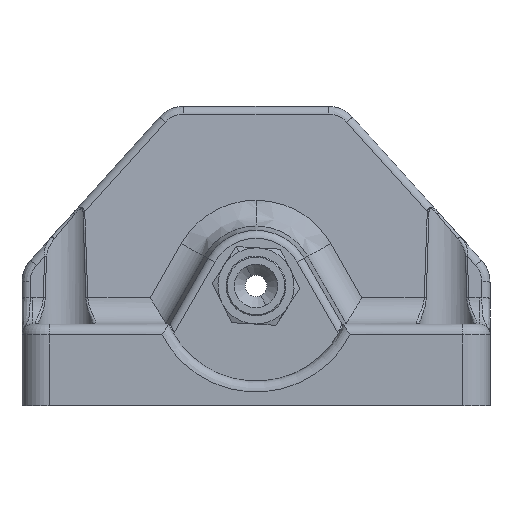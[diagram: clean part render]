
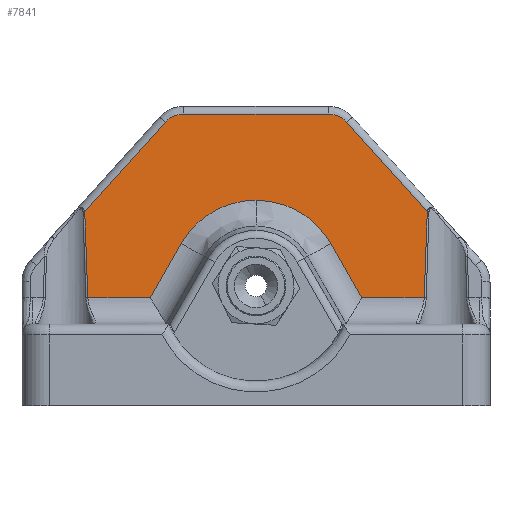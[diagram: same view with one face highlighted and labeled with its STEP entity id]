
A CAD part, front view. The second image highlights one B-rep face of the part: STEP entity #7841.
In plain terms, the highlighted planar face has unit normal (0, -0.999, 0.035).
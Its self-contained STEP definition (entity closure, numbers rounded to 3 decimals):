
#367 = VECTOR ( 'NONE', #7291, 1000. ) ;
#393 = LINE ( 'NONE', #16697, #12853 ) ;
#417 = DIRECTION ( 'NONE',  ( 0.495, 0.03, 0.868 ) ) ;
#472 = VERTEX_POINT ( 'NONE', #8527 ) ;
#546 = CARTESIAN_POINT ( 'NONE',  ( -98.289, -45.416, 24.627 ) ) ;
#554 = VECTOR ( 'NONE', #14661, 1000. ) ;
#591 = CARTESIAN_POINT ( 'NONE',  ( -68.312, -45.364, 26.116 ) ) ;
#829 = CARTESIAN_POINT ( 'NONE',  ( -113.1, -45.99, 8.178 ) ) ;
#838 = DIRECTION ( 'NONE',  ( -0.669, -0.026, -0.743 ) ) ;
#1190 = DIRECTION ( 'NONE',  ( 1., 0., 0. ) ) ;
#1532 = CARTESIAN_POINT ( 'NONE',  ( -87.453, -45.915, 10.313 ) ) ;
#1538 = FACE_OUTER_BOUND ( 'NONE', #10433, .T. ) ;
#1691 = VECTOR ( 'NONE', #13915, 1000. ) ;
#1786 = CARTESIAN_POINT ( 'NONE',  ( -68.312, -45.364, 26.116 ) ) ;
#2653 = CARTESIAN_POINT ( 'NONE',  ( -94.945, -45.364, 26.116 ) ) ;
#2976 = CARTESIAN_POINT ( 'NONE',  ( -64.942, -45.417, 24.599 ) ) ;
#3022 = CARTESIAN_POINT ( 'NONE',  ( -50.55, -46.344, -1.959 ) ) ;
#3267 = ORIENTED_EDGE ( 'NONE', *, *, #7654, .T. ) ;
#3445 =( BOUNDED_CURVE ( )  B_SPLINE_CURVE ( 3, ( #7765, #10909, #1532, #12483 ),
 .UNSPECIFIED., .F., .T. ) 
 B_SPLINE_CURVE_WITH_KNOTS ( ( 4, 4 ),
 ( 5.231, 6.283 ),
 .UNSPECIFIED. ) 
 CURVE ( )  GEOMETRIC_REPRESENTATION_ITEM ( )  RATIONAL_B_SPLINE_CURVE ( ( 1., 0.91, 0.91, 1. ) ) 
 REPRESENTATION_ITEM ( '' )  );
#3751 = CARTESIAN_POINT ( 'NONE',  ( -94.945, -45.364, 26.116 ) ) ;
#3923 = CARTESIAN_POINT ( 'NONE',  ( -124.628, -46.71, -12.436 ) ) ;
#4511 = CARTESIAN_POINT ( 'NONE',  ( -112.897, -46.16, 3.313 ) ) ;
#4921 = CARTESIAN_POINT ( 'NONE',  ( -75.803, -45.915, 10.313 ) ) ;
#5122 = ORIENTED_EDGE ( 'NONE', *, *, #17627, .T. ) ;
#5243 = VERTEX_POINT ( 'NONE', #11909 ) ;
#5784 = DIRECTION ( 'NONE',  ( 0.495, -0.03, -0.868 ) ) ;
#6099 = VECTOR ( 'NONE', #417, 1000. ) ;
#6480 = CARTESIAN_POINT ( 'NONE',  ( -67.881, -46.194, 2.326 ) ) ;
#6895 = CARTESIAN_POINT ( 'NONE',  ( -67.881, -46.194, 2.326 ) ) ;
#6925 = VERTEX_POINT ( 'NONE', #14998 ) ;
#6962 = EDGE_CURVE ( 'NONE', #6925, #9463, #16449, .T. ) ;
#6989 = VERTEX_POINT ( 'NONE', #2653 ) ;
#7291 = DIRECTION ( 'NONE',  ( 1., 0., 0. ) ) ;
#7641 = CARTESIAN_POINT ( 'NONE',  ( -112.707, -46.344, -1.959 ) ) ;
#7654 = EDGE_CURVE ( 'NONE', #8424, #13590, #16314, .T. ) ;
#7672 = VECTOR ( 'NONE', #1190, 1000. ) ;
#7733 = CARTESIAN_POINT ( 'NONE',  ( -50.359, -46.16, 3.313 ) ) ;
#7765 = CARTESIAN_POINT ( 'NONE',  ( -95.375, -46.194, 2.326 ) ) ;
#7841 = ADVANCED_FACE ( 'NONE', ( #1538 ), #18100, .T. ) ;
#8016 = ORIENTED_EDGE ( 'NONE', *, *, #6962, .T. ) ;
#8017 = CARTESIAN_POINT ( 'NONE',  ( -64.968, -45.416, 24.627 ) ) ;
#8194 = VERTEX_POINT ( 'NONE', #829 ) ;
#8424 = VERTEX_POINT ( 'NONE', #18723 ) ;
#8527 = CARTESIAN_POINT ( 'NONE',  ( -95.375, -46.194, 2.326 ) ) ;
#8606 = EDGE_CURVE ( 'NONE', #14506, #6989, #9340, .T. ) ;
#8770 = DIRECTION ( 'NONE',  ( 0., -0.999, 0.035 ) ) ;
#9340 = LINE ( 'NONE', #3751, #554 ) ;
#9463 = VERTEX_POINT ( 'NONE', #17838 ) ;
#9553 = CARTESIAN_POINT ( 'NONE',  ( -81.628, -45.915, 10.313 ) ) ;
#9599 = EDGE_CURVE ( 'NONE', #9797, #5243, #11801, .T. ) ;
#9620 = CARTESIAN_POINT ( 'NONE',  ( -95.313, -46.191, 2.437 ) ) ;
#9673 = VERTEX_POINT ( 'NONE', #18674 ) ;
#9678 = EDGE_CURVE ( 'NONE', #472, #8424, #3445, .T. ) ;
#9728 = ORIENTED_EDGE ( 'NONE', *, *, #9678, .T. ) ;
#9797 = VERTEX_POINT ( 'NONE', #13227 ) ;
#9893 = CARTESIAN_POINT ( 'NONE',  ( -97.423, -45.382, 25.59 ) ) ;
#10241 = LINE ( 'NONE', #9620, #6099 ) ;
#10267 = ORIENTED_EDGE ( 'NONE', *, *, #16906, .T. ) ;
#10433 = EDGE_LOOP ( 'NONE', ( #12096, #11133, #8016, #11788, #9728, #3267, #10267, #10456, #19235, #11792, #5122, #12260, #13405 ) ) ;
#10456 = ORIENTED_EDGE ( 'NONE', *, *, #9599, .T. ) ;
#10457 = EDGE_CURVE ( 'NONE', #8194, #6925, #15685, .T. ) ;
#10909 = CARTESIAN_POINT ( 'NONE',  ( -92.49, -46.018, 7.387 ) ) ;
#11133 = ORIENTED_EDGE ( 'NONE', *, *, #10457, .T. ) ;
#11163 = CARTESIAN_POINT ( 'NONE',  ( -67.017, -45.364, 26.116 ) ) ;
#11330 = EDGE_CURVE ( 'NONE', #6989, #13931, #11785, .T. ) ;
#11785 =( BOUNDED_CURVE ( )  B_SPLINE_CURVE ( 3, ( #17659, #19226, #9893, #546 ),
 .UNSPECIFIED., .F., .F. ) 
 B_SPLINE_CURVE_WITH_KNOTS ( ( 4, 4 ),
 ( 3.142, 3.979 ),
 .UNSPECIFIED. ) 
 CURVE ( )  GEOMETRIC_REPRESENTATION_ITEM ( )  RATIONAL_B_SPLINE_CURVE ( ( 1., 0.942, 0.942, 1. ) ) 
 REPRESENTATION_ITEM ( '' )  );
#11788 = ORIENTED_EDGE ( 'NONE', *, *, #12991, .T. ) ;
#11792 = ORIENTED_EDGE ( 'NONE', *, *, #13323, .T. ) ;
#11801 = LINE ( 'NONE', #12122, #7672 ) ;
#11909 = CARTESIAN_POINT ( 'NONE',  ( -50.726, -46.541, -7.611 ) ) ;
#12096 = ORIENTED_EDGE ( 'NONE', *, *, #17419, .T. ) ;
#12122 = CARTESIAN_POINT ( 'NONE',  ( -124.628, -46.541, -7.611 ) ) ;
#12224 =( BOUNDED_CURVE ( )  B_SPLINE_CURVE ( 3, ( #8017, #17385, #11163, #1786 ),
 .UNSPECIFIED., .F., .F. ) 
 B_SPLINE_CURVE_WITH_KNOTS ( ( 4, 4 ),
 ( 5.445, 6.283 ),
 .UNSPECIFIED. ) 
 CURVE ( )  GEOMETRIC_REPRESENTATION_ITEM ( )  RATIONAL_B_SPLINE_CURVE ( ( 1., 0.942, 0.942, 1. ) ) 
 REPRESENTATION_ITEM ( '' )  );
#12260 = ORIENTED_EDGE ( 'NONE', *, *, #8606, .T. ) ;
#12315 = CARTESIAN_POINT ( 'NONE',  ( -50.726, -46.541, -7.611 ) ) ;
#12483 = CARTESIAN_POINT ( 'NONE',  ( -81.628, -45.915, 10.313 ) ) ;
#12833 = VECTOR ( 'NONE', #838, 1000. ) ;
#12853 = VECTOR ( 'NONE', #5784, 1000. ) ;
#12991 = EDGE_CURVE ( 'NONE', #9463, #472, #10241, .T. ) ;
#13027 = CARTESIAN_POINT ( 'NONE',  ( -50.156, -45.99, 8.178 ) ) ;
#13227 = CARTESIAN_POINT ( 'NONE',  ( -62.215, -46.541, -7.611 ) ) ;
#13308 = LINE ( 'NONE', #19533, #12833 ) ;
#13323 = EDGE_CURVE ( 'NONE', #14497, #9673, #13669, .T. ) ;
#13405 = ORIENTED_EDGE ( 'NONE', *, *, #11330, .T. ) ;
#13590 = VERTEX_POINT ( 'NONE', #6895 ) ;
#13669 = LINE ( 'NONE', #2976, #1691 ) ;
#13876 = EDGE_CURVE ( 'NONE', #5243, #14497, #14867, .T. ) ;
#13915 = DIRECTION ( 'NONE',  ( -0.669, 0.026, 0.743 ) ) ;
#13931 = VERTEX_POINT ( 'NONE', #18923 ) ;
#14497 = VERTEX_POINT ( 'NONE', #13027 ) ;
#14506 = VERTEX_POINT ( 'NONE', #591 ) ;
#14661 = DIRECTION ( 'NONE',  ( -1., 0., 0. ) ) ;
#14867 =( BOUNDED_CURVE ( )  B_SPLINE_CURVE ( 3, ( #12315, #3022, #7733, #18645 ),
 .UNSPECIFIED., .F., .F. ) 
 B_SPLINE_CURVE_WITH_KNOTS ( ( 4, 4 ),
 ( 5.442, 5.587 ),
 .UNSPECIFIED. ) 
 CURVE ( )  GEOMETRIC_REPRESENTATION_ITEM ( )  RATIONAL_B_SPLINE_CURVE ( ( 1., 0.998, 0.998, 1. ) ) 
 REPRESENTATION_ITEM ( '' )  );
#14998 = CARTESIAN_POINT ( 'NONE',  ( -112.53, -46.541, -7.611 ) ) ;
#15439 = CARTESIAN_POINT ( 'NONE',  ( -113.1, -45.99, 8.178 ) ) ;
#15685 =( BOUNDED_CURVE ( )  B_SPLINE_CURVE ( 3, ( #15439, #4511, #7641, #18572 ),
 .UNSPECIFIED., .F., .F. ) 
 B_SPLINE_CURVE_WITH_KNOTS ( ( 4, 4 ),
 ( 0.696, 0.841 ),
 .UNSPECIFIED. ) 
 CURVE ( )  GEOMETRIC_REPRESENTATION_ITEM ( )  RATIONAL_B_SPLINE_CURVE ( ( 1., 0.998, 0.998, 1. ) ) 
 REPRESENTATION_ITEM ( '' )  );
#15818 = CARTESIAN_POINT ( 'NONE',  ( -70.767, -46.018, 7.387 ) ) ;
#16314 =( BOUNDED_CURVE ( )  B_SPLINE_CURVE ( 3, ( #9553, #4921, #15818, #6480 ),
 .UNSPECIFIED., .F., .F. ) 
 B_SPLINE_CURVE_WITH_KNOTS ( ( 4, 4 ),
 ( 0., 1.053 ),
 .UNSPECIFIED. ) 
 CURVE ( )  GEOMETRIC_REPRESENTATION_ITEM ( )  RATIONAL_B_SPLINE_CURVE ( ( 1., 0.91, 0.91, 1. ) ) 
 REPRESENTATION_ITEM ( '' )  );
#16449 = LINE ( 'NONE', #18211, #367 ) ;
#16697 = CARTESIAN_POINT ( 'NONE',  ( -60.626, -46.639, -10.396 ) ) ;
#16906 = EDGE_CURVE ( 'NONE', #13590, #9797, #393, .T. ) ;
#17216 = AXIS2_PLACEMENT_3D ( 'NONE', #3923, #8770, #19683 ) ;
#17385 = CARTESIAN_POINT ( 'NONE',  ( -65.834, -45.382, 25.59 ) ) ;
#17419 = EDGE_CURVE ( 'NONE', #13931, #8194, #13308, .T. ) ;
#17627 = EDGE_CURVE ( 'NONE', #9673, #14506, #12224, .T. ) ;
#17659 = CARTESIAN_POINT ( 'NONE',  ( -94.945, -45.364, 26.116 ) ) ;
#17838 = CARTESIAN_POINT ( 'NONE',  ( -101.042, -46.541, -7.611 ) ) ;
#18100 = PLANE ( 'NONE',  #17216 ) ;
#18211 = CARTESIAN_POINT ( 'NONE',  ( -124.628, -46.541, -7.611 ) ) ;
#18572 = CARTESIAN_POINT ( 'NONE',  ( -112.53, -46.541, -7.611 ) ) ;
#18645 = CARTESIAN_POINT ( 'NONE',  ( -50.156, -45.99, 8.178 ) ) ;
#18674 = CARTESIAN_POINT ( 'NONE',  ( -64.968, -45.416, 24.627 ) ) ;
#18723 = CARTESIAN_POINT ( 'NONE',  ( -81.628, -45.915, 10.313 ) ) ;
#18923 = CARTESIAN_POINT ( 'NONE',  ( -98.289, -45.416, 24.627 ) ) ;
#19226 = CARTESIAN_POINT ( 'NONE',  ( -96.24, -45.364, 26.116 ) ) ;
#19235 = ORIENTED_EDGE ( 'NONE', *, *, #13876, .T. ) ;
#19533 = CARTESIAN_POINT ( 'NONE',  ( -112.273, -45.958, 9.096 ) ) ;
#19683 = DIRECTION ( 'NONE',  ( 0., -0.035, -0.999 ) ) ;
